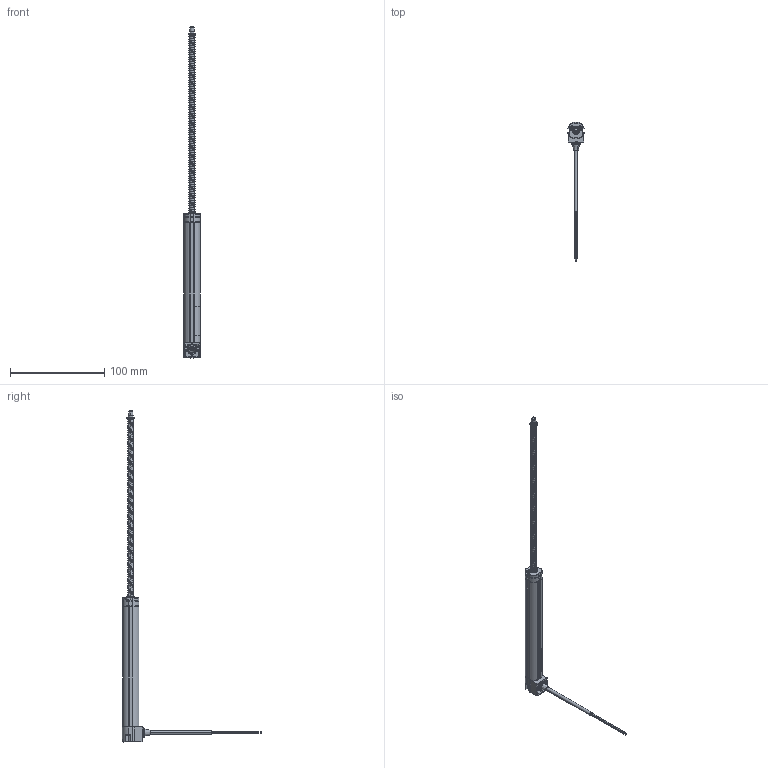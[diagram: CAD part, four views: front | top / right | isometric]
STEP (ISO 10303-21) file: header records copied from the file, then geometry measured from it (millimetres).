
FILE_DESCRIPTION (( 'STEP AP214' ), '1' );
FILE_NAME ('TEX-0100-421-002-202_extended.STEP', '2014-07-07T09:36:13', ( 'dummy' ), ( 'Microsoft' ), 'SwSTEP 2.0', 'SolidWorks 2013', '' );
FILE_SCHEMA (( 'AUTOMOTIVE_DESIGN' ));
Length unit declared in the file: millimetre
Products named in the file (1): TEX-0100-421-002-202_extended
Bounding box: 17.55 x 148.03 x 352.9 mm (x, y, z)
Surface area: 20363.5 mm2 (no closed solid volume)
Topology: 0 solids, 35 shells, 355 faces, 1390 edges, 1053 vertices
Faces by surface type: plane 160, cylinder 142, bspline 18, cone 16, torus 15, sphere 4
Entity records: 35420 total; most frequent: CARTESIAN_POINT 19958, DIRECTION 2513, ORIENTED_EDGE 2053, EDGE_CURVE 1388, VERTEX_POINT 1053, AXIS2_PLACEMENT_3D 871, LINE 771, VECTOR 771
